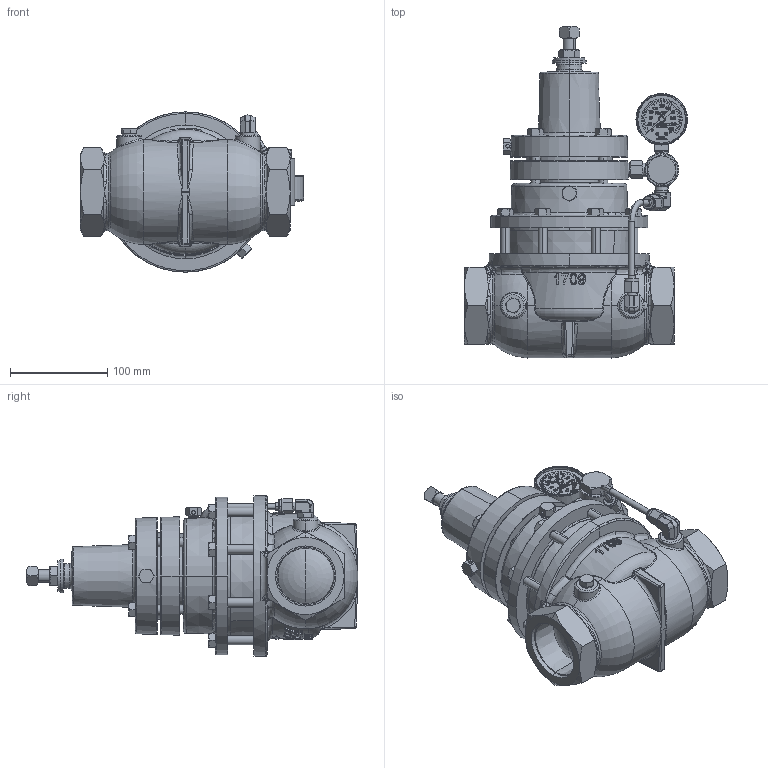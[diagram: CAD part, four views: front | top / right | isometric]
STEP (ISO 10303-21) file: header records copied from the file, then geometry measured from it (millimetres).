
FILE_DESCRIPTION (( 'STEP AP203' ), '1' );
FILE_NAME ('2 INCH 230 SGT BP-D (AAR).STEP', '2014-06-13T17:35:02', ( 'PCTech' ), ( 'Microsoft' ), 'SwSTEP 2.0', 'SolidWorks 2014', '' );
FILE_SCHEMA (( 'CONFIG_CONTROL_DESIGN' ));
Length unit declared in the file: inch
Products named in the file (1): 2 INCH 230 SGT BP-D (AAR)
Bounding box: 229.71 x 341.96 x 165.1 mm (x, y, z)
Volume: 3650577.1 mm3; surface area: 279788.4 mm2
Topology: 1 solids, 2 shells, 2935 faces, 7555 edges, 4825 vertices
Faces by surface type: plane 1388, bspline 754, cylinder 438, cone 239, torus 104, sphere 12
Entity records: 137159 total; most frequent: CARTESIAN_POINT 71641, ORIENTED_EDGE 15006, DIRECTION 11163, EDGE_CURVE 7503, VERTEX_POINT 4825, VECTOR 3759, LINE 3759, AXIS2_PLACEMENT_3D 3702
